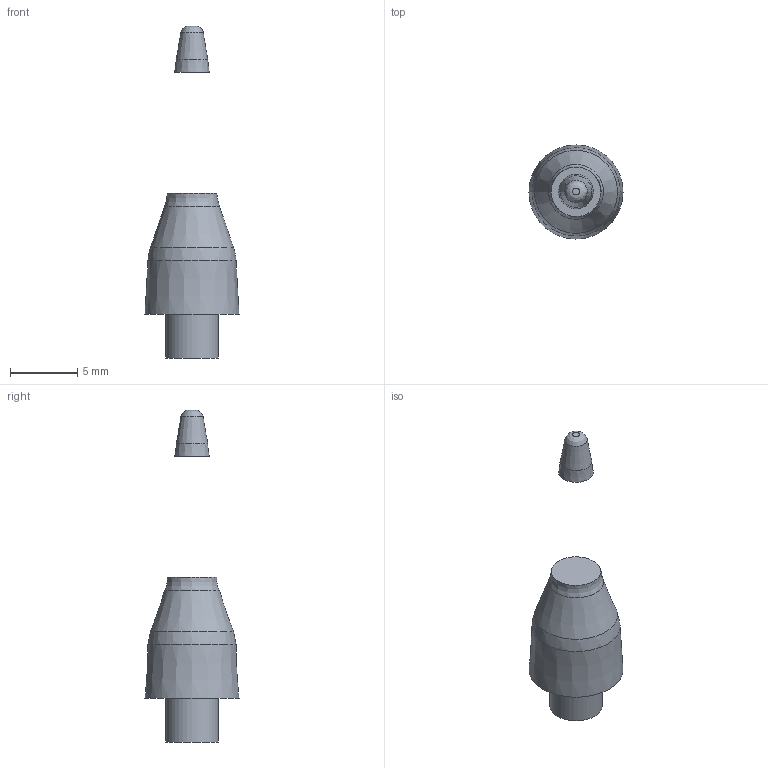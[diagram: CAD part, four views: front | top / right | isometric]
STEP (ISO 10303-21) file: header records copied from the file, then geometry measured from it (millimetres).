
FILE_DESCRIPTION(/* description */ (''),/* implementation_level */ '2;1');
FILE_NAME(/* name */ 'Tool plate standoff.step',/* time_stamp */ '2021-12-09T00:52:57-05:00',/* author */ (''),/* organization */ (''),/* preprocessor_version */ 'ST-DEVELOPER v18.1',/* originating_system */ 'Autodesk Translation Framework v10.10.0.1391',/* authorisation */ '');
FILE_SCHEMA (('AUTOMOTIVE_DESIGN { 1 0 10303 214 3 1 1 }'));
Length unit declared in the file: millimetre
Products named in the file (1): Tool plate standoff
Bounding box: 7 x 7 x 24.7 mm (x, y, z)
Volume: 371.4 mm3; surface area: 359.9 mm2
Topology: 1 solids, 1 shells, 12 faces, 25 edges, 16 vertices
Faces by surface type: bspline 4, cone 4, plane 3, cylinder 1
Full cylindrical faces by diameter (mm): 3.908 x1
Entity records: 628 total; most frequent: CARTESIAN_POINT 379, ORIENTED_EDGE 50, DIRECTION 29, EDGE_CURVE 25, B_SPLINE_CURVE_WITH_KNOTS 17, VERTEX_POINT 16, EDGE_LOOP 13, FACE_OUTER_BOUND 12
